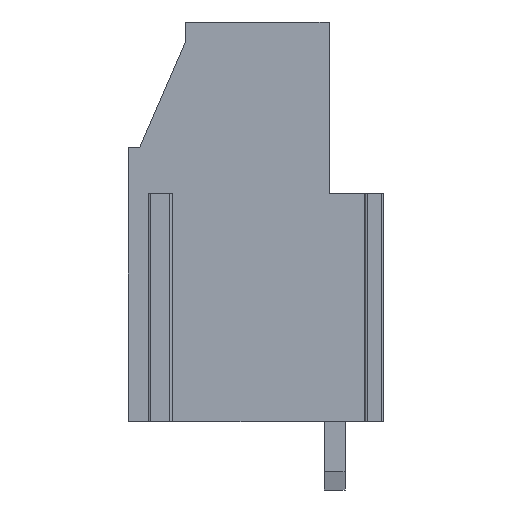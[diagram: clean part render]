
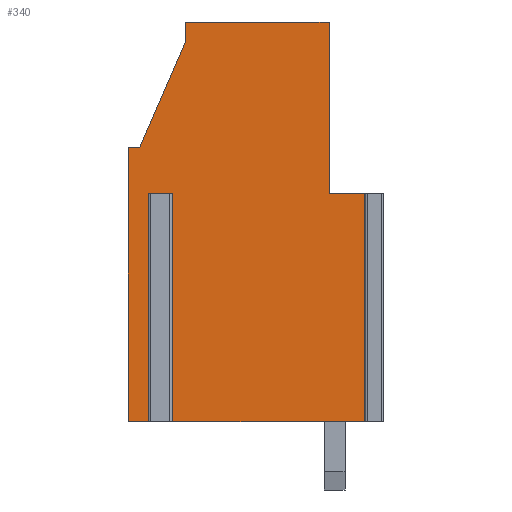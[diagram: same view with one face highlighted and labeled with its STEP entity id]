
A CAD part, front view. The second image highlights one B-rep face of the part: STEP entity #340.
In plain terms, the highlighted planar face has unit normal (0, -1, 0).
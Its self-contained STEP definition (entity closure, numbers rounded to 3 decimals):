
#340 = ADVANCED_FACE( '', ( #792 ), #793, .T. );
#792 = FACE_OUTER_BOUND( '', #1375, .T. );
#793 = PLANE( '', #1376 );
#1375 = EDGE_LOOP( '', ( #2171, #2172, #2173, #2174, #2175, #2176, #2177, #2178, #2179, #2180, #2181, #2182, #2183 ) );
#1376 = AXIS2_PLACEMENT_3D( '', #2184, #2185, #2186 );
#2171 = ORIENTED_EDGE( '', *, *, #3860, .F. );
#2172 = ORIENTED_EDGE( '', *, *, #3861, .F. );
#2173 = ORIENTED_EDGE( '', *, *, #3862, .T. );
#2174 = ORIENTED_EDGE( '', *, *, #3863, .F. );
#2175 = ORIENTED_EDGE( '', *, *, #3864, .F. );
#2176 = ORIENTED_EDGE( '', *, *, #3865, .F. );
#2177 = ORIENTED_EDGE( '', *, *, #3660, .F. );
#2178 = ORIENTED_EDGE( '', *, *, #3866, .F. );
#2179 = ORIENTED_EDGE( '', *, *, #3867, .T. );
#2180 = ORIENTED_EDGE( '', *, *, #3825, .F. );
#2181 = ORIENTED_EDGE( '', *, *, #3712, .T. );
#2182 = ORIENTED_EDGE( '', *, *, #3868, .F. );
#2183 = ORIENTED_EDGE( '', *, *, #3869, .F. );
#2184 = CARTESIAN_POINT( '', ( 0.336, 6.72, 8.43 ) );
#2185 = DIRECTION( '', ( 0., -1., 0. ) );
#2186 = DIRECTION( '', ( 0., 0., -1. ) );
#3660 = EDGE_CURVE( '', #4385, #4387, #4388, .T. );
#3712 = EDGE_CURVE( '', #4484, #4482, #4485, .T. );
#3825 = EDGE_CURVE( '', #4484, #4682, #4683, .T. );
#3860 = EDGE_CURVE( '', #4740, #4741, #4742, .T. );
#3861 = EDGE_CURVE( '', #4743, #4740, #4744, .T. );
#3862 = EDGE_CURVE( '', #4743, #4745, #4746, .T. );
#3863 = EDGE_CURVE( '', #4747, #4745, #4748, .T. );
#3864 = EDGE_CURVE( '', #4749, #4747, #4750, .T. );
#3865 = EDGE_CURVE( '', #4387, #4749, #4751, .T. );
#3866 = EDGE_CURVE( '', #4752, #4385, #4753, .T. );
#3867 = EDGE_CURVE( '', #4752, #4682, #4754, .T. );
#3868 = EDGE_CURVE( '', #4755, #4482, #4756, .T. );
#3869 = EDGE_CURVE( '', #4741, #4755, #4757, .T. );
#4385 = VERTEX_POINT( '', #5460 );
#4387 = VERTEX_POINT( '', #5463 );
#4388 = LINE( '', #5464, #5465 );
#4482 = VERTEX_POINT( '', #5604 );
#4484 = VERTEX_POINT( '', #5607 );
#4485 = LINE( '', #5608, #5609 );
#4682 = VERTEX_POINT( '', #5893 );
#4683 = LINE( '', #5894, #5895 );
#4740 = VERTEX_POINT( '', #5974 );
#4741 = VERTEX_POINT( '', #5975 );
#4742 = LINE( '', #5976, #5977 );
#4743 = VERTEX_POINT( '', #5978 );
#4744 = LINE( '', #5979, #5980 );
#4745 = VERTEX_POINT( '', #5981 );
#4746 = LINE( '', #5982, #5983 );
#4747 = VERTEX_POINT( '', #5984 );
#4748 = LINE( '', #5985, #5986 );
#4749 = VERTEX_POINT( '', #5987 );
#4750 = LINE( '', #5988, #5989 );
#4751 = LINE( '', #5990, #5991 );
#4752 = VERTEX_POINT( '', #5992 );
#4753 = LINE( '', #5993, #5994 );
#4754 = LINE( '', #5995, #5996 );
#4755 = VERTEX_POINT( '', #5997 );
#4756 = LINE( '', #5998, #5999 );
#4757 = LINE( '', #6000, #6001 );
#5460 = CARTESIAN_POINT( '', ( 3.75, 6.72, 10.8 ) );
#5463 = CARTESIAN_POINT( '', ( 5.423, 6.72, 10.8 ) );
#5464 = CARTESIAN_POINT( '', ( 0., 6.72, 10.8 ) );
#5465 = VECTOR( '', #6996, 1000. );
#5604 = CARTESIAN_POINT( '', ( -4.55, 6.72, 12.8 ) );
#5607 = CARTESIAN_POINT( '', ( -2.55, 6.72, 17.4 ) );
#5608 = CARTESIAN_POINT( '', ( -2.473, 6.72, 17.578 ) );
#5609 = VECTOR( '', #7049, 1000. );
#5893 = CARTESIAN_POINT( '', ( -2.55, 6.72, 18.3 ) );
#5894 = CARTESIAN_POINT( '', ( -2.55, 6.72, 0. ) );
#5895 = VECTOR( '', #7149, 1000. );
#5974 = CARTESIAN_POINT( '', ( -4.077, 6.72, 0.8 ) );
#5975 = CARTESIAN_POINT( '', ( -5.05, 6.72, 0.8 ) );
#5976 = CARTESIAN_POINT( '', ( 0.3, 6.72, 0.8 ) );
#5977 = VECTOR( '', #7184, 1000. );
#5978 = CARTESIAN_POINT( '', ( -4.077, 6.72, 10.8 ) );
#5979 = CARTESIAN_POINT( '', ( -4.077, 6.72, 0. ) );
#5980 = VECTOR( '', #7185, 1000. );
#5981 = CARTESIAN_POINT( '', ( -3.223, 6.72, 10.8 ) );
#5982 = CARTESIAN_POINT( '', ( 0.3, 6.72, 10.8 ) );
#5983 = VECTOR( '', #7186, 1000. );
#5984 = CARTESIAN_POINT( '', ( -3.223, 6.72, 0.8 ) );
#5985 = CARTESIAN_POINT( '', ( -3.223, 6.72, 0. ) );
#5986 = VECTOR( '', #7187, 1000. );
#5987 = CARTESIAN_POINT( '', ( 5.423, 6.72, 0.8 ) );
#5988 = CARTESIAN_POINT( '', ( 0.3, 6.72, 0.8 ) );
#5989 = VECTOR( '', #7188, 1000. );
#5990 = CARTESIAN_POINT( '', ( 5.423, 6.72, 0. ) );
#5991 = VECTOR( '', #7189, 1000. );
#5992 = CARTESIAN_POINT( '', ( 3.75, 6.72, 18.3 ) );
#5993 = CARTESIAN_POINT( '', ( 3.75, 6.72, 0. ) );
#5994 = VECTOR( '', #7190, 1000. );
#5995 = CARTESIAN_POINT( '', ( 0.3, 6.72, 18.3 ) );
#5996 = VECTOR( '', #7191, 1000. );
#5997 = CARTESIAN_POINT( '', ( -5.05, 6.72, 12.8 ) );
#5998 = CARTESIAN_POINT( '', ( 0.3, 6.72, 12.8 ) );
#5999 = VECTOR( '', #7192, 1000. );
#6000 = CARTESIAN_POINT( '', ( -5.05, 6.72, 0. ) );
#6001 = VECTOR( '', #7193, 1000. );
#6996 = DIRECTION( '', ( 1., 0., 0. ) );
#7049 = DIRECTION( '', ( -0.399, 0., -0.917 ) );
#7149 = DIRECTION( '', ( 0., 0., 1. ) );
#7184 = DIRECTION( '', ( -1., 0., 0. ) );
#7185 = DIRECTION( '', ( 0., 0., -1. ) );
#7186 = DIRECTION( '', ( 1., 0., 0. ) );
#7187 = DIRECTION( '', ( 0., 0., 1. ) );
#7188 = DIRECTION( '', ( -1., 0., 0. ) );
#7189 = DIRECTION( '', ( 0., 0., -1. ) );
#7190 = DIRECTION( '', ( 0., 0., -1. ) );
#7191 = DIRECTION( '', ( -1., 0., 0. ) );
#7192 = DIRECTION( '', ( 1., 0., 0. ) );
#7193 = DIRECTION( '', ( 0., 0., 1. ) );
